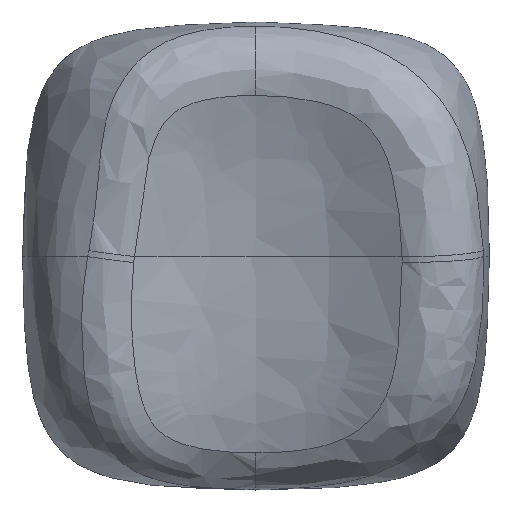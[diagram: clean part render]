
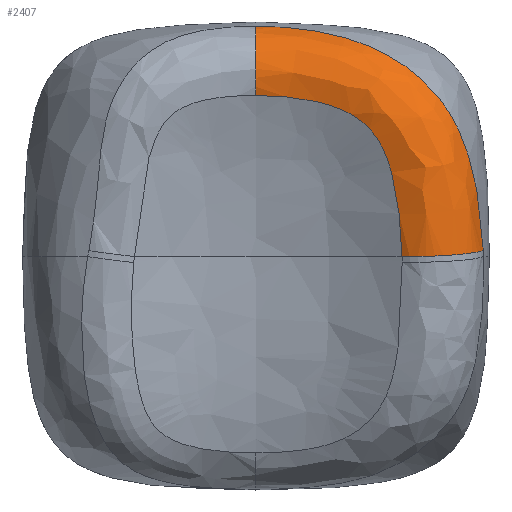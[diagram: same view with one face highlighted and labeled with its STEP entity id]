
A CAD part, top view. The second image highlights one B-rep face of the part: STEP entity #2407.
In plain terms, the highlighted free-form (B-spline) face has degree [3, 3] with [6, 11] control points.
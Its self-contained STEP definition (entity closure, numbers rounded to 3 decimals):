
#297=FACE_OUTER_BOUND('',#451,.T.);
#451=EDGE_LOOP('',(#2112,#2113,#2114,#2115));
#659=CIRCLE('',#2665,2.);
#660=CIRCLE('',#2666,2.);
#776=B_SPLINE_CURVE_WITH_KNOTS('',3,(#12272,#12273,#12274,#12275,#12276,
#12277,#12278,#12279,#12280,#12281,#12282),.UNSPECIFIED.,.F.,.F.,(4,1,1,
1,1,1,1,1,4),(-1.089,-0.933,-0.778,-0.622,
-0.544,-0.467,-0.311,-0.156,
0.),.UNSPECIFIED.);
#778=B_SPLINE_CURVE_WITH_KNOTS('',3,(#12357,#12358,#12359,#12360,#12361,
#12362,#12363,#12364,#12365,#12366,#12367),.UNSPECIFIED.,.F.,.F.,(4,1,1,
1,1,1,1,1,4),(0.,0.156,0.311,0.467,
0.544,0.622,0.778,0.933,
1.089),.UNSPECIFIED.);
#1009=VERTEX_POINT('',#12262);
#1010=VERTEX_POINT('',#12271);
#1011=VERTEX_POINT('',#12353);
#1012=VERTEX_POINT('',#12355);
#1378=EDGE_CURVE('',#1010,#1009,#776,.T.);
#1380=EDGE_CURVE('',#1011,#1010,#659,.T.);
#1381=EDGE_CURVE('',#1009,#1012,#660,.T.);
#1382=EDGE_CURVE('',#1012,#1011,#778,.T.);
#2112=ORIENTED_EDGE('',*,*,#1380,.T.);
#2113=ORIENTED_EDGE('',*,*,#1378,.T.);
#2114=ORIENTED_EDGE('',*,*,#1381,.T.);
#2115=ORIENTED_EDGE('',*,*,#1382,.T.);
#2258=B_SPLINE_SURFACE_WITH_KNOTS('',3,3,((#12287,#12288,#12289,#12290,
#12291,#12292,#12293,#12294,#12295,#12296,#12297),(#12298,#12299,#12300,
#12301,#12302,#12303,#12304,#12305,#12306,#12307,#12308),(#12309,#12310,
#12311,#12312,#12313,#12314,#12315,#12316,#12317,#12318,#12319),(#12320,
#12321,#12322,#12323,#12324,#12325,#12326,#12327,#12328,#12329,#12330),
(#12331,#12332,#12333,#12334,#12335,#12336,#12337,#12338,#12339,#12340,
#12341),(#12342,#12343,#12344,#12345,#12346,#12347,#12348,#12349,#12350,
#12351,#12352)),.UNSPECIFIED.,.F.,.F.,.F.,(4,1,1,4),(4,1,1,1,1,1,1,1,4),
(0.,0.286,0.571,1.),(0.,0.156,0.311,
0.467,0.544,0.622,0.778,
0.933,1.089),.UNSPECIFIED.);
#2407=ADVANCED_FACE('',(#297),#2258,.F.);
#2665=AXIS2_PLACEMENT_3D('',#12354,#3190,#3191);
#2666=AXIS2_PLACEMENT_3D('',#12356,#3192,#3193);
#3190=DIRECTION('center_axis',(-0.039,0.995,0.092));
#3191=DIRECTION('ref_axis',(-0.545,-0.098,0.833));
#3192=DIRECTION('center_axis',(1.,-0.004,-0.002));
#3193=DIRECTION('ref_axis',(0.004,0.976,0.216));
#12262=CARTESIAN_POINT('',(0.,8.636,3.836));
#12271=CARTESIAN_POINT('',(8.524,0.234,4.383));
#12272=CARTESIAN_POINT('Ctrl Pts',(8.524,0.234,4.383));
#12273=CARTESIAN_POINT('Ctrl Pts',(8.499,0.801,4.452));
#12274=CARTESIAN_POINT('Ctrl Pts',(8.401,1.937,4.603));
#12275=CARTESIAN_POINT('Ctrl Pts',(8.064,3.678,4.845));
#12276=CARTESIAN_POINT('Ctrl Pts',(7.39,5.376,5.096));
#12277=CARTESIAN_POINT('Ctrl Pts',(6.215,6.707,5.073));
#12278=CARTESIAN_POINT('Ctrl Pts',(4.918,7.635,4.805));
#12279=CARTESIAN_POINT('Ctrl Pts',(3.411,8.247,4.337));
#12280=CARTESIAN_POINT('Ctrl Pts',(1.695,8.569,3.93));
#12281=CARTESIAN_POINT('Ctrl Pts',(0.568,8.634,3.836));
#12282=CARTESIAN_POINT('Ctrl Pts',(0.,8.636,
3.836));
#12287=CARTESIAN_POINT('Ctrl Pts',(-0.007,6.038,
5.296));
#12288=CARTESIAN_POINT('Ctrl Pts',(0.429,6.036,5.295));
#12289=CARTESIAN_POINT('Ctrl Pts',(1.301,5.991,5.336));
#12290=CARTESIAN_POINT('Ctrl Pts',(2.58,5.776,5.517));
#12291=CARTESIAN_POINT('Ctrl Pts',(3.583,5.378,5.728));
#12292=CARTESIAN_POINT('Ctrl Pts',(4.269,4.822,5.867));
#12293=CARTESIAN_POINT('Ctrl Pts',(4.811,4.079,5.939));
#12294=CARTESIAN_POINT('Ctrl Pts',(5.183,2.931,5.892));
#12295=CARTESIAN_POINT('Ctrl Pts',(5.399,1.488,5.773));
#12296=CARTESIAN_POINT('Ctrl Pts',(5.462,0.499,5.682));
#12297=CARTESIAN_POINT('Ctrl Pts',(5.478,0.,
5.634));
#12298=CARTESIAN_POINT('Ctrl Pts',(-0.006,6.341,
5.399));
#12299=CARTESIAN_POINT('Ctrl Pts',(0.437,6.339,5.398));
#12300=CARTESIAN_POINT('Ctrl Pts',(1.321,6.29,5.439));
#12301=CARTESIAN_POINT('Ctrl Pts',(2.631,6.056,5.62));
#12302=CARTESIAN_POINT('Ctrl Pts',(3.682,5.628,5.841));
#12303=CARTESIAN_POINT('Ctrl Pts',(4.437,5.029,6.003));
#12304=CARTESIAN_POINT('Ctrl Pts',(5.056,4.213,6.104));
#12305=CARTESIAN_POINT('Ctrl Pts',(5.47,2.99,6.077));
#12306=CARTESIAN_POINT('Ctrl Pts',(5.702,1.509,5.97));
#12307=CARTESIAN_POINT('Ctrl Pts',(5.77,0.502,5.884));
#12308=CARTESIAN_POINT('Ctrl Pts',(5.788,-0.007,
5.836));
#12309=CARTESIAN_POINT('Ctrl Pts',(-0.003,6.997,
5.457));
#12310=CARTESIAN_POINT('Ctrl Pts',(0.459,6.995,5.456));
#12311=CARTESIAN_POINT('Ctrl Pts',(1.379,6.935,5.5));
#12312=CARTESIAN_POINT('Ctrl Pts',(2.765,6.655,5.698));
#12313=CARTESIAN_POINT('Ctrl Pts',(3.924,6.164,5.951));
#12314=CARTESIAN_POINT('Ctrl Pts',(4.825,5.475,6.157));
#12315=CARTESIAN_POINT('Ctrl Pts',(5.617,4.515,6.3));
#12316=CARTESIAN_POINT('Ctrl Pts',(6.134,3.14,6.291));
#12317=CARTESIAN_POINT('Ctrl Pts',(6.412,1.577,6.195));
#12318=CARTESIAN_POINT('Ctrl Pts',(6.497,0.529,6.111));
#12319=CARTESIAN_POINT('Ctrl Pts',(6.52,0.,
6.063));
#12320=CARTESIAN_POINT('Ctrl Pts',(0.,8.065,
5.017));
#12321=CARTESIAN_POINT('Ctrl Pts',(0.511,8.063,5.017));
#12322=CARTESIAN_POINT('Ctrl Pts',(1.525,7.989,5.081));
#12323=CARTESIAN_POINT('Ctrl Pts',(3.074,7.644,5.362));
#12324=CARTESIAN_POINT('Ctrl Pts',(4.423,7.054,5.71));
#12325=CARTESIAN_POINT('Ctrl Pts',(5.568,6.222,5.97));
#12326=CARTESIAN_POINT('Ctrl Pts',(6.638,5.039,6.109));
#12327=CARTESIAN_POINT('Ctrl Pts',(7.323,3.441,6.033));
#12328=CARTESIAN_POINT('Ctrl Pts',(7.681,1.753,5.893));
#12329=CARTESIAN_POINT('Ctrl Pts',(7.794,0.641,5.788));
#12330=CARTESIAN_POINT('Ctrl Pts',(7.824,0.082,
5.732));
#12331=CARTESIAN_POINT('Ctrl Pts',(0.001,8.532,
4.305));
#12332=CARTESIAN_POINT('Ctrl Pts',(0.55,8.53,4.304));
#12333=CARTESIAN_POINT('Ctrl Pts',(1.639,8.458,4.389));
#12334=CARTESIAN_POINT('Ctrl Pts',(3.302,8.113,4.756));
#12335=CARTESIAN_POINT('Ctrl Pts',(4.762,7.494,5.185));
#12336=CARTESIAN_POINT('Ctrl Pts',(6.024,6.592,5.456));
#12337=CARTESIAN_POINT('Ctrl Pts',(7.197,5.299,5.526));
#12338=CARTESIAN_POINT('Ctrl Pts',(7.909,3.617,5.335));
#12339=CARTESIAN_POINT('Ctrl Pts',(8.271,1.882,5.126));
#12340=CARTESIAN_POINT('Ctrl Pts',(8.381,0.747,4.989));
#12341=CARTESIAN_POINT('Ctrl Pts',(8.411,0.179,4.924));
#12342=CARTESIAN_POINT('Ctrl Pts',(0.,8.636,
3.836));
#12343=CARTESIAN_POINT('Ctrl Pts',(0.568,8.634,3.836));
#12344=CARTESIAN_POINT('Ctrl Pts',(1.695,8.569,3.93));
#12345=CARTESIAN_POINT('Ctrl Pts',(3.411,8.247,4.337));
#12346=CARTESIAN_POINT('Ctrl Pts',(4.918,7.635,4.805));
#12347=CARTESIAN_POINT('Ctrl Pts',(6.215,6.707,5.073));
#12348=CARTESIAN_POINT('Ctrl Pts',(7.39,5.376,5.096));
#12349=CARTESIAN_POINT('Ctrl Pts',(8.064,3.678,4.845));
#12350=CARTESIAN_POINT('Ctrl Pts',(8.401,1.937,4.603));
#12351=CARTESIAN_POINT('Ctrl Pts',(8.499,0.801,4.452));
#12352=CARTESIAN_POINT('Ctrl Pts',(8.524,0.234,4.383));
#12353=CARTESIAN_POINT('',(5.478,0.,5.634));
#12354=CARTESIAN_POINT('Origin',(6.568,0.197,3.969));
#12355=CARTESIAN_POINT('',(-0.007,6.038,5.296));
#12356=CARTESIAN_POINT('Origin',(-0.008,6.684,
3.403));
#12357=CARTESIAN_POINT('Ctrl Pts',(-0.007,6.038,
5.296));
#12358=CARTESIAN_POINT('Ctrl Pts',(0.429,6.036,5.295));
#12359=CARTESIAN_POINT('Ctrl Pts',(1.301,5.991,5.336));
#12360=CARTESIAN_POINT('Ctrl Pts',(2.58,5.776,5.517));
#12361=CARTESIAN_POINT('Ctrl Pts',(3.583,5.378,5.728));
#12362=CARTESIAN_POINT('Ctrl Pts',(4.269,4.822,5.867));
#12363=CARTESIAN_POINT('Ctrl Pts',(4.811,4.079,5.939));
#12364=CARTESIAN_POINT('Ctrl Pts',(5.183,2.931,5.892));
#12365=CARTESIAN_POINT('Ctrl Pts',(5.399,1.488,5.773));
#12366=CARTESIAN_POINT('Ctrl Pts',(5.462,0.499,5.682));
#12367=CARTESIAN_POINT('Ctrl Pts',(5.478,0.,
5.634));
